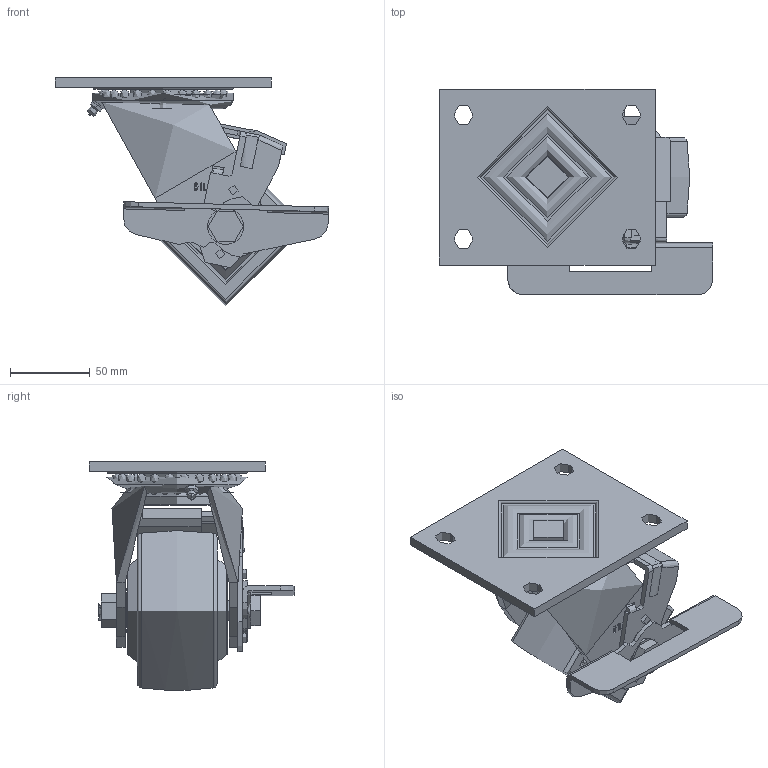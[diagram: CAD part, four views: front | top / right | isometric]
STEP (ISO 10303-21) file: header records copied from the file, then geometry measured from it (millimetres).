
FILE_DESCRIPTION(/* description */ ('','CAx-IF Rec.Pracs.---Representation and Presentation of Product Manufacturing Information (PMI)---4.0---2014-10-13'),/* implementation_level */ '2;1');
FILE_NAME(/* name */ 'BZJ100SRNBJBK.step',/* time_stamp */ '2025-01-02T14:05:54Z',/* author */ (''),/* organization */ (''),/* preprocessor_version */ 'ST-DEVELOPER v20',/* originating_system */ 'Autodesk Translation Framework v13.20.0.188',/* authorisation */ '');
FILE_SCHEMA (('AP242_MANAGED_MODEL_BASED_3D_ENGINEERING_MIM_LF { 1 0 10303 442 1 1 4 }'));
Length unit declared in the file: millimetre
Products named in the file (32): BZJ100SRNBJBK; BZJ100ASBK v1; BZJ100ASBKSLOT; FABRICATED STEEL TOP PLATE; FABRICATED STEEL TOP PLATE Geometry; BALL BEARINGS; Component2; BALL BEARINGS2; Component1; FABRICATED STEEL FORKS; FABRICATED STEEL FORKS Geometry; GREESE NIPPLE; BZJ100BKARM; ARM; RUBBER; BZJBKPEDAL; BOLTBZJBK; NM12GR8FULLZ; BZH100WSRNBJM12 v1; 65 SHORE A ELASTIC RUBBER TYRE; NYLON RIM; BEARING6204; BALL BEARINGS (1); BEARING6204 (1); BALL BEARINGS (1) (1); Component3; INNER; OUTER; MIDDLE; RUBBER (1); BEARING SPACER; CAP
Assembly tree (94 placements, depth 6):
  BZJ100SRNBJBK
    BZJ100ASBK v1
      BZJ100ASBKSLOT
        FABRICATED STEEL TOP PLATE
          FABRICATED STEEL TOP PLATE Geometry
          BALL BEARINGS
            Component2  x20
          BALL BEARINGS2
            Component1  x25
        FABRICATED STEEL FORKS
          FABRICATED STEEL FORKS Geometry
          GREESE NIPPLE
      BZJ100BKARM
        ARM
        RUBBER
      BZJBKPEDAL
      BOLTBZJBK
      NM12GR8FULLZ
    BZH100WSRNBJM12 v1
      65 SHORE A ELASTIC RUBBER TYRE
      NYLON RIM
      BEARING6204
        INNER
        OUTER
        BALL BEARINGS (1)
          Component3  x8
        MIDDLE
        RUBBER (1)
      BEARING6204 (1)
        BALL BEARINGS (1) (1)
          Component3  x8
        INNER
        OUTER
        MIDDLE
        RUBBER (1)
      BEARING SPACER
      CAP  x2
Bounding box: 170.83 x 128.5 x 142.82 mm (x, y, z)
Volume: 613113.2 mm3; surface area: 231844.4 mm2
Topology: 84 solids, 84 shells, 1121 faces, 2865 edges, 1913 vertices
Faces by surface type: plane 486, bspline 325, cylinder 171, sphere 94, torus 37, cone 8
Full cylindrical faces by diameter (mm): 4 x1, 6 x2, 10 x10, 12 x2, 12.5 x2, 13 x2, 15 x2, 16 x1, 17 x1, 19.3 x2, 19.8 x2, 20 x3, 22.5 x1, 25 x1, 26 x2, 27 x4, 28.5 x8, 30 x2, 30.8 x4, 31.3 x4, 40.3 x4, 40.5 x4, 40.621 x1, 40.8 x4, 40.9 x1, 42 x10, 47 x3, 57 x1, 58 x2, 69 x1
Entity records: 29714 total; most frequent: CARTESIAN_POINT 12495, ORIENTED_EDGE 3466, DIRECTION 3047, EDGE_CURVE 1733, VERTEX_POINT 1168, AXIS2_PLACEMENT_3D 1082, LINE 883, VECTOR 883
